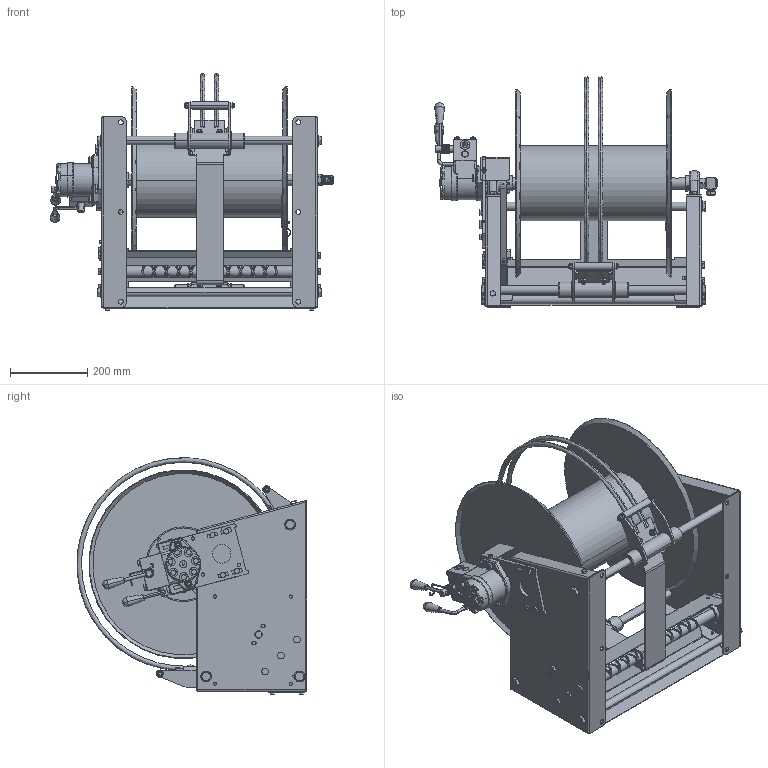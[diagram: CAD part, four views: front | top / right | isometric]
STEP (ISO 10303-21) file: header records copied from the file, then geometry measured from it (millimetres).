
FILE_DESCRIPTION((''),'2;1');
FILE_NAME('330_150_G_ASM','2020-01-21T',('CAD-01'),('CDM'),'PRO/ENGINEER BY PARAMETRIC TECHNOLOGY CORPORATION, 2015030','PRO/ENGINEER BY PARAMETRIC TECHNOLOGY CORPORATION, 2015030','');
FILE_SCHEMA(('CONFIG_CONTROL_DESIGN'));
Length unit declared in the file: millimetre
Products named in the file (1): 330_150_G_ASM
Bounding box: 734.81 x 595.69 x 612.88 mm (x, y, z)
Surface area: 3066277 mm2 (no closed solid volume)
Topology: 0 solids, 335 shells, 2601 faces, 8562 edges, 6059 vertices
Faces by surface type: plane 1043, cylinder 607, cone 552, torus 189, bspline 188, sphere 22
Entity records: 161562 total; most frequent: CARTESIAN_POINT 71020, DIRECTION 14252, ORIENTED_EDGE 13151, EDGE_CURVE 8535, VERTEX_POINT 6059, AXIS2_PLACEMENT_3D 5505, VECTOR 3242, LINE 3242
